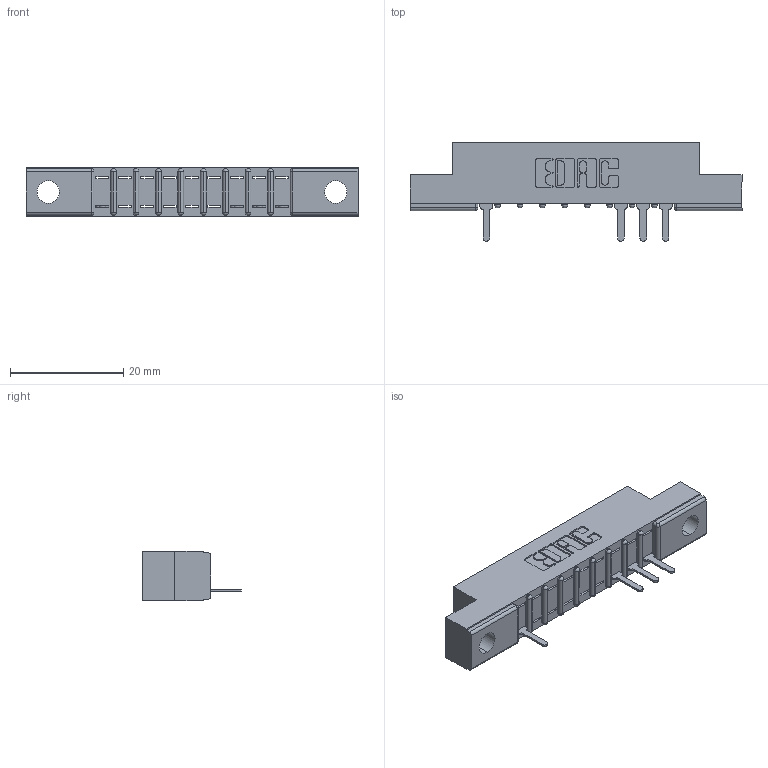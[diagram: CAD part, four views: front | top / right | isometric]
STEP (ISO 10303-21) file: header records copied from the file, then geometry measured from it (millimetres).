
FILE_DESCRIPTION (( 'STEP AP203' ), '1' );
FILE_NAME ('307-009-525-104.STEP', '2018-08-02T20:21:49', ( '' ), ( '' ), 'SwSTEP 2.0', 'SolidWorks 2016', '' );
FILE_SCHEMA (( 'CONFIG_CONTROL_DESIGN' ));
Length unit declared in the file: inch
Products named in the file (3): 307-290-001_525; 307-009-525-104; 307 Part_.156 Dia Mounting Holes
Assembly tree (5 placements, depth 2):
  307-009-525-104
    307 Part_.156 Dia Mounting Holes
    307-290-001_525  x4
Bounding box: 58.67 x 17.42 x 8.71 mm (x, y, z)
Volume: 3555.3 mm3; surface area: 4431.7 mm2
Topology: 5 solids, 5 shells, 466 faces, 1327 edges, 850 vertices
Faces by surface type: plane 292, cylinder 154, sphere 20
Entity records: 12010 total; most frequent: CARTESIAN_POINT 2037, ORIENTED_EDGE 2026, DIRECTION 1987, EDGE_CURVE 1013, VECTOR 771, LINE 771, VERTEX_POINT 658, AXIS2_PLACEMENT_3D 608
